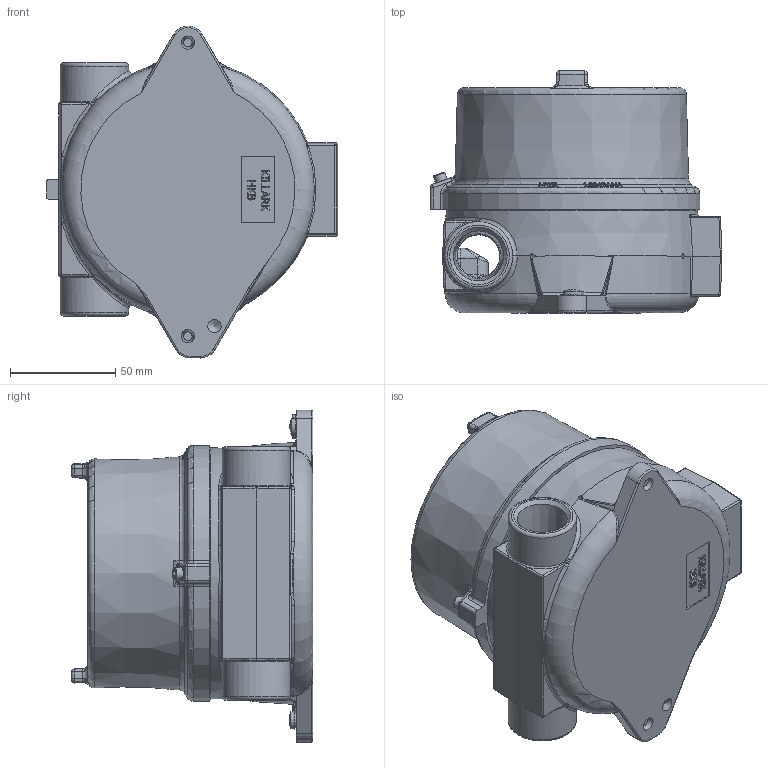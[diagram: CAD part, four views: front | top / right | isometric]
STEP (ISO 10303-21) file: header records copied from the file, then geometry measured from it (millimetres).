
FILE_DESCRIPTION(/* description */ ('HKSB-GLC SS'),/* implementation_level */ '2;1');
FILE_NAME(/* name */ 'HKSB-GLC.stp',/* time_stamp */ '2018-01-08T18:25:54+06:00',/* author */ ('avenkatesan'),/* organization */ (''),/* preprocessor_version */ 'ST-DEVELOPER v17',/* originating_system */ 'Autodesk Inventor 2018',/* authorisation */ '');
FILE_SCHEMA (('AUTOMOTIVE_DESIGN { 1 0 10303 214 3 1 1 }'));
Products named in the file (10): HKSB-GLC; 15950ABAM; #73575; 15148; 15722; ANSI B18.3 - No. 6 - 32 UNC - 3/8 HS HCS; 16042BBOM; 00911897; SEE NX DRAWING 05767; 05763
Assembly tree (10 placements, depth 2):
  HKSB-GLC
    15950ABAM
    15148  x2
    #73575
    15722
    ANSI B18.3 - No. 6 - 32 UNC - 3/8 HS HCS
    16042BBOM
    00911897
    SEE NX DRAWING 05767
    05763
Bounding box: 138.91 x 115.09 x 158.03 mm (x, y, z)
Volume: 610670.1 mm3; surface area: 213605.9 mm2
Topology: 13 solids, 15 shells, 1510 faces, 3971 edges, 2515 vertices
Faces by surface type: plane 567, bspline 485, cylinder 211, torus 118, cone 95, sphere 34
Full cylindrical faces by diameter (mm): 1.016 x1, 1.606 x5, 2.184 x2, 2.642 x2, 3.175 x4, 3.302 x1, 3.505 x1, 4.013 x2, 4.305 x1, 5.08 x1, 5.74 x1, 6.35 x2, 12.7 x1, 20.371 x2, 32.544 x2, 58.341 x1, 69.85 x1, 82.55 x1, 89.354 x4, 92.009 x2, 92.075 x1, 93.497 x2, 95.25 x3, 96.52 x1, 98.101 x13, 99.822 x11, 100.711 x2, 101.473 x1, 107.95 x1
Entity records: 73463 total; most frequent: CARTESIAN_POINT 40177, ORIENTED_EDGE 7716, DIRECTION 5429, EDGE_CURVE 3858, VERTEX_POINT 2453, AXIS2_PLACEMENT_3D 1937, EDGE_LOOP 1569, LINE 1555
